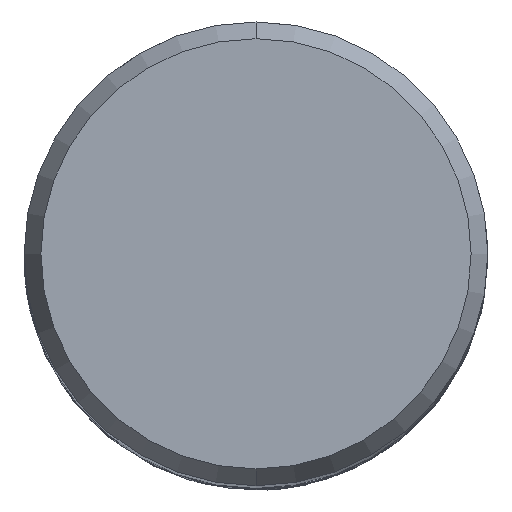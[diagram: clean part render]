
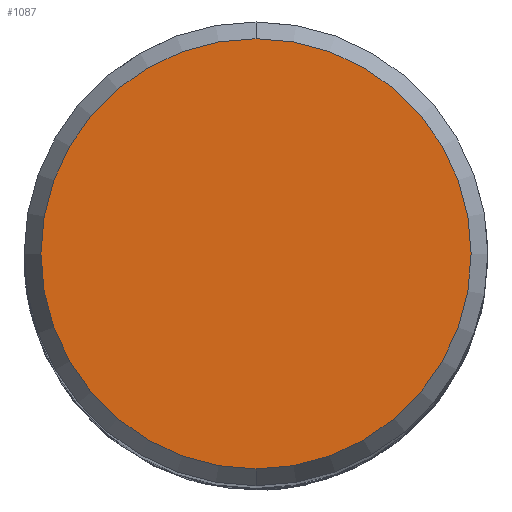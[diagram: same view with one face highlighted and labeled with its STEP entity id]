
A CAD part, top view. The second image highlights one B-rep face of the part: STEP entity #1087.
In plain terms, the highlighted planar face has unit normal (0, 0, 1).
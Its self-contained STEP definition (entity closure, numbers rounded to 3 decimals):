
#1087=ADVANCED_FACE('',(#2315),#2316,.T.);
#1113=EDGE_CURVE('',#1447,#1615,#2347,.T.);
#1447=VERTEX_POINT('',#2714);
#1615=VERTEX_POINT('',#2899);
#1749=EDGE_CURVE('',#1615,#1447,#3038,.T.);
#2315=FACE_OUTER_BOUND('',#8911,.T.);
#2316=PLANE('',#8912);
#2347=CIRCLE('',#9181,7.423);
#2714=CARTESIAN_POINT('',(0.0,7.423,0.0));
#2899=CARTESIAN_POINT('',(0.,-7.423,0.0));
#3038=CIRCLE('',#16977,7.423);
#8911=EDGE_LOOP('',(#17831,#17832));
#8912=AXIS2_PLACEMENT_3D('',#17833,#17834,#17835);
#9181=AXIS2_PLACEMENT_3D('',#17904,#17905,#17906);
#16977=AXIS2_PLACEMENT_3D('',#18539,#18540,#18541);
#17831=ORIENTED_EDGE('',*,*,#1113,.F.);
#17832=ORIENTED_EDGE('',*,*,#1749,.F.);
#17833=CARTESIAN_POINT('',(0.0,3.711,0.0));
#17834=DIRECTION('',(-0.0,0.0,1.0));
#17835=DIRECTION('',(0.0,-1.0,0.0));
#17904=CARTESIAN_POINT('',(0.0,0.0,0.0));
#17905=DIRECTION('',(0.0,0.0,-1.0));
#17906=DIRECTION('',(0.0,1.0,0.0));
#18539=CARTESIAN_POINT('',(0.0,0.0,0.0));
#18540=DIRECTION('',(0.0,0.0,-1.0));
#18541=DIRECTION('',(0.0,1.0,0.0));
